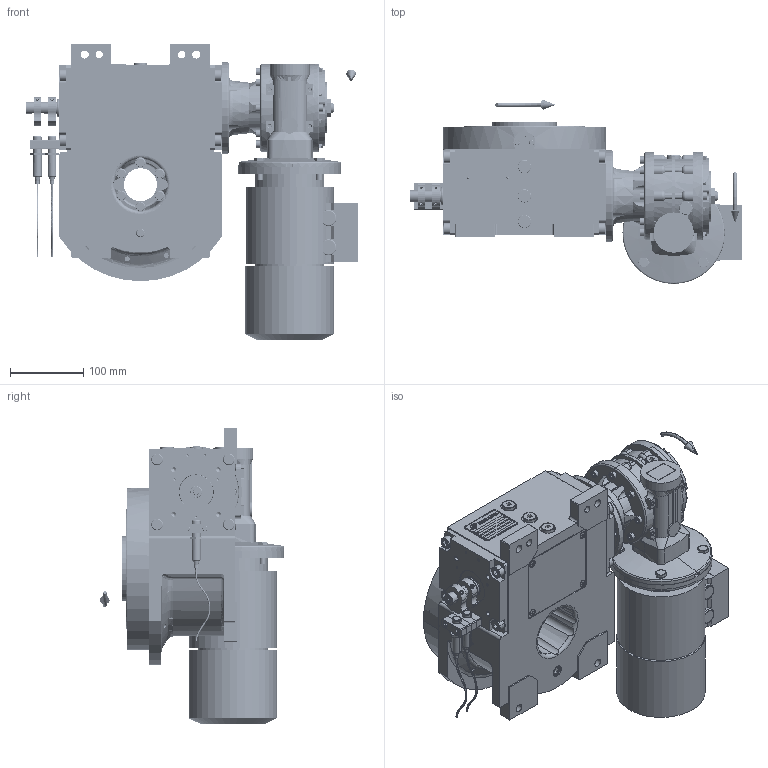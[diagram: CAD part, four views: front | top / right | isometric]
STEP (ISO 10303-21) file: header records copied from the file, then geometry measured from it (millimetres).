
FILE_DESCRIPTION (( 'STEP AP203' ), '1' );
FILE_NAME ('PC5200651.step', '2024-09-18T16:03:24', ( '' ), ( '' ), 'SwSTEP 2.0', 'SolidWorks 2020', '' );
FILE_SCHEMA (( 'CONFIG_CONTROL_DESIGN' ));
Length unit declared in the file: millimetre
Products named in the file (92): rig06_003_10; cfn2000_01_124; rig06_001_a; cfn2077_01_018; cfn2276_01_074; AS_rig06_016; cfn2000_01_126; cfn2476_01_002_60x46; cfn2128_04_004; as_cfn2401_01_003.stp; RIG06_021_AF0.stp; cfn2000_01_103; CFN2010_01_012.stp; AS_rig06_002_bl_001; freccia_angolare_albero; cfn2115_02_165; AS_cfn2400_04_003; cfn2128_19_002; cfn2205_01_013; AS_cfn2401_01_003; cfn2003_01_054; cfn2010_01_015.prt; rig06_004; cfn2115_01_005; AS_cfn2476_01_002_60x46; cfn2070_05_005; 900_38_30_003; cfn2158_01_011; olio_agip_blasia_150; as_cfn2400_04_003.stp; BM63B5; CFN2010_02_002.stp; AS_900_38_30_003; CFN2000_01_185.stp; freccia_angolare; CFN2203_02_001.stp; AS_900_38_11_06_4; rig06_007_master; AS_rig06_004; 900_38_11_06_4 ...
Assembly tree (88 placements, depth 5):
  cfn2077_01_018
  cfn2276_01_074
  CFN2010_01_012.stp
  cfn2115_02_165
  cfn2205_01_013
Bounding box: 454 x 251.5 x 405.99 mm (x, y, z)
Volume: 6109276.9 mm3; surface area: 1167447.8 mm2
Topology: 76 solids, 84 shells, 3947 faces, 9977 edges, 6391 vertices
Faces by surface type: plane 1766, cylinder 1318, cone 639, torus 194, bspline 24, sphere 6
Entity records: 140813 total; most frequent: CARTESIAN_POINT 42073, DIRECTION 18523, ORIENTED_EDGE 18514, EDGE_CURVE 9261, AXIS2_PLACEMENT_3D 6753, VERTEX_POINT 6006, VECTOR 5017, LINE 5017
